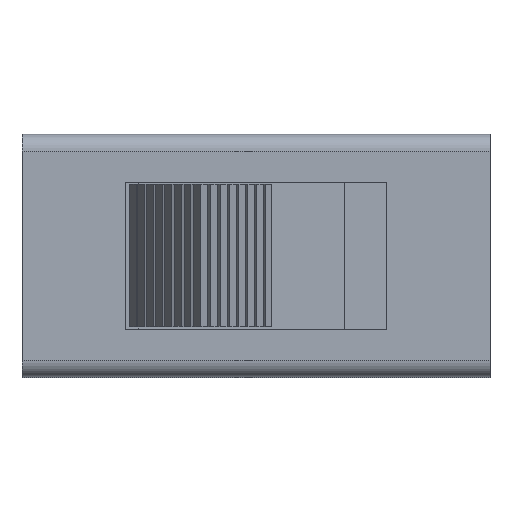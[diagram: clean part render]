
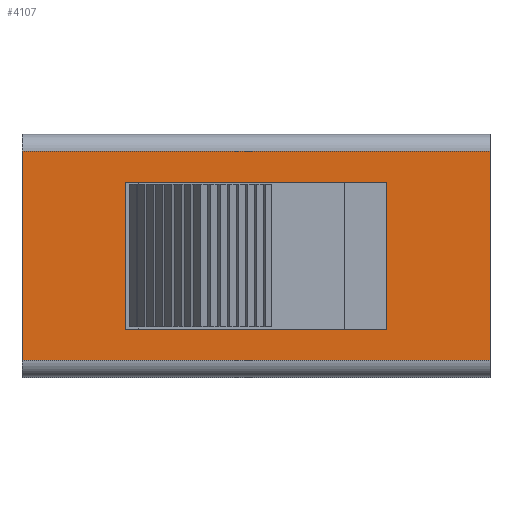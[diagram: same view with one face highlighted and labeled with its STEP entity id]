
A CAD part, top view. The second image highlights one B-rep face of the part: STEP entity #4107.
In plain terms, the highlighted planar face has unit normal (0, 0, 1).
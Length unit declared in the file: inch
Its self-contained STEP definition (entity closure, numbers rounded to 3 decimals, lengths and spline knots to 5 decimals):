
#42=FACE_BOUND('',#530,.T.);
#307=FACE_OUTER_BOUND('',#529,.T.);
#529=EDGE_LOOP('',(#3322,#3323,#3324,#3325));
#530=EDGE_LOOP('',(#3326,#3327,#3328,#3329));
#924=LINE('',#6772,#1417);
#925=LINE('',#6775,#1418);
#932=LINE('',#6792,#1425);
#933=LINE('',#6793,#1426);
#934=LINE('',#6796,#1427);
#935=LINE('',#6798,#1428);
#936=LINE('',#6800,#1429);
#937=LINE('',#6801,#1430);
#1417=VECTOR('',#5096,0.3937);
#1418=VECTOR('',#5099,0.3937);
#1425=VECTOR('',#5112,0.3937);
#1426=VECTOR('',#5113,0.3937);
#1427=VECTOR('',#5114,0.3937);
#1428=VECTOR('',#5115,0.3937);
#1429=VECTOR('',#5116,0.3937);
#1430=VECTOR('',#5117,0.3937);
#1879=VERTEX_POINT('',#6765);
#1882=VERTEX_POINT('',#6770);
#1883=VERTEX_POINT('',#6774);
#1890=VERTEX_POINT('',#6791);
#1891=VERTEX_POINT('',#6794);
#1892=VERTEX_POINT('',#6795);
#1893=VERTEX_POINT('',#6797);
#1894=VERTEX_POINT('',#6799);
#2396=EDGE_CURVE('',#1882,#1879,#924,.T.);
#2397=EDGE_CURVE('',#1879,#1883,#925,.T.);
#2406=EDGE_CURVE('',#1890,#1882,#932,.T.);
#2407=EDGE_CURVE('',#1883,#1890,#933,.T.);
#2408=EDGE_CURVE('',#1891,#1892,#934,.T.);
#2409=EDGE_CURVE('',#1892,#1893,#935,.T.);
#2410=EDGE_CURVE('',#1893,#1894,#936,.T.);
#2411=EDGE_CURVE('',#1894,#1891,#937,.T.);
#3322=ORIENTED_EDGE('',*,*,#2396,.F.);
#3323=ORIENTED_EDGE('',*,*,#2406,.F.);
#3324=ORIENTED_EDGE('',*,*,#2407,.F.);
#3325=ORIENTED_EDGE('',*,*,#2397,.F.);
#3326=ORIENTED_EDGE('',*,*,#2408,.T.);
#3327=ORIENTED_EDGE('',*,*,#2409,.T.);
#3328=ORIENTED_EDGE('',*,*,#2410,.T.);
#3329=ORIENTED_EDGE('',*,*,#2411,.T.);
#3901=PLANE('',#4378);
#4107=ADVANCED_FACE('',(#307,#42),#3901,.T.);
#4378=AXIS2_PLACEMENT_3D('',#6790,#5110,#5111);
#5096=DIRECTION('',(1.,0.,0.));
#5099=DIRECTION('',(0.,-1.,0.));
#5110=DIRECTION('center_axis',(0.,0.,
1.));
#5111=DIRECTION('ref_axis',(1.,0.,0.));
#5112=DIRECTION('',(0.,1.,0.));
#5113=DIRECTION('',(-1.,0.,0.));
#5114=DIRECTION('',(0.,-1.,0.));
#5115=DIRECTION('',(-1.,0.,0.));
#5116=DIRECTION('',(0.,1.,0.));
#5117=DIRECTION('',(1.,0.,0.));
#6765=CARTESIAN_POINT('',(0.25,0.11181,0.25394));
#6770=CARTESIAN_POINT('',(-0.25,0.11181,0.25394));
#6772=CARTESIAN_POINT('',(-0.125,0.11181,0.25394));
#6774=CARTESIAN_POINT('',(0.25,-0.11181,0.25394));
#6775=CARTESIAN_POINT('',(0.25,0.12992,0.25394));
#6790=CARTESIAN_POINT('Origin',(0.,0.,
0.25394));
#6791=CARTESIAN_POINT('',(-0.25,-0.11181,0.25394));
#6792=CARTESIAN_POINT('',(-0.25,-0.12992,0.25394));
#6793=CARTESIAN_POINT('',(0.125,-0.11181,0.25394));
#6794=CARTESIAN_POINT('',(0.13976,0.07874,0.25394));
#6795=CARTESIAN_POINT('',(0.13976,-0.07874,0.25394));
#6796=CARTESIAN_POINT('',(0.13976,0.03937,0.25394));
#6797=CARTESIAN_POINT('',(-0.13976,-0.07874,0.25394));
#6798=CARTESIAN_POINT('',(0.06988,-0.07874,0.25394));
#6799=CARTESIAN_POINT('',(-0.13976,0.07874,0.25394));
#6800=CARTESIAN_POINT('',(-0.13976,-0.03937,0.25394));
#6801=CARTESIAN_POINT('',(-0.06988,0.07874,0.25394));
